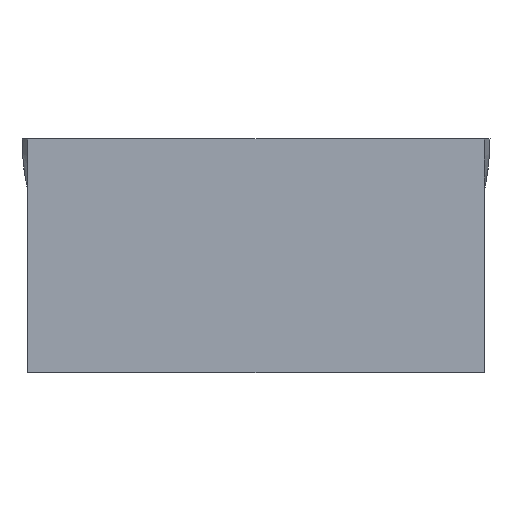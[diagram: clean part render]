
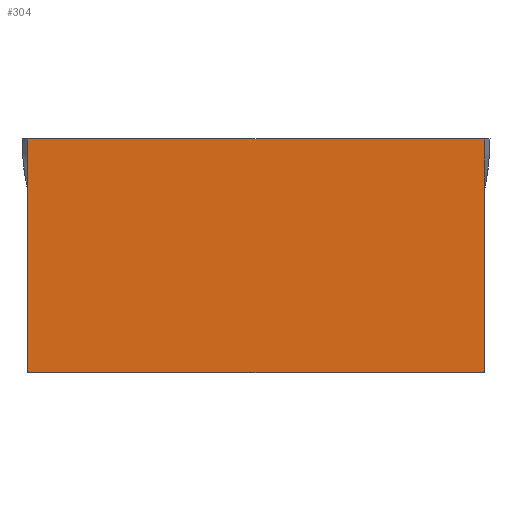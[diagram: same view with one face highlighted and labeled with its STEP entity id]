
A CAD part, front view. The second image highlights one B-rep face of the part: STEP entity #304.
In plain terms, the highlighted planar face has unit normal (0, -1, 0).
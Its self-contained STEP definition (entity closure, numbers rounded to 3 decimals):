
#21=LINE('',#500,#48);
#27=LINE('',#574,#54);
#37=LINE('',#597,#64);
#44=LINE('',#622,#71);
#48=VECTOR('',#362,10.);
#54=VECTOR('',#372,10.);
#64=VECTOR('',#392,10.);
#71=VECTOR('',#425,10.);
#80=PLANE('',#351);
#96=FACE_OUTER_BOUND('',#112,.T.);
#112=EDGE_LOOP('',(#277,#278,#279,#280));
#136=VERTEX_POINT('',#497);
#137=VERTEX_POINT('',#499);
#145=VERTEX_POINT('',#571);
#146=VERTEX_POINT('',#573);
#166=EDGE_CURVE('',#137,#136,#21,.T.);
#176=EDGE_CURVE('',#145,#146,#27,.T.);
#188=EDGE_CURVE('',#146,#136,#37,.T.);
#201=EDGE_CURVE('',#145,#137,#44,.T.);
#277=ORIENTED_EDGE('',*,*,#201,.T.);
#278=ORIENTED_EDGE('',*,*,#166,.T.);
#279=ORIENTED_EDGE('',*,*,#188,.F.);
#280=ORIENTED_EDGE('',*,*,#176,.F.);
#304=ADVANCED_FACE('',(#96),#80,.T.);
#351=AXIS2_PLACEMENT_3D('',#621,#423,#424);
#362=DIRECTION('',(0.,0.,1.));
#372=DIRECTION('',(0.,0.,1.));
#392=DIRECTION('',(1.,0.,0.));
#423=DIRECTION('center_axis',(0.,-1.,0.));
#424=DIRECTION('ref_axis',(1.,0.,0.));
#425=DIRECTION('',(1.,0.,0.));
#497=CARTESIAN_POINT('',(10.25,0.,10.5));
#499=CARTESIAN_POINT('',(10.25,0.,0.));
#500=CARTESIAN_POINT('',(10.25,0.,0.));
#571=CARTESIAN_POINT('',(-10.25,0.,0.));
#573=CARTESIAN_POINT('',(-10.25,0.,10.5));
#574=CARTESIAN_POINT('',(-10.25,0.,0.));
#597=CARTESIAN_POINT('',(-10.25,0.,10.5));
#621=CARTESIAN_POINT('Origin',(-10.25,0.,0.));
#622=CARTESIAN_POINT('',(-10.25,0.,0.));
